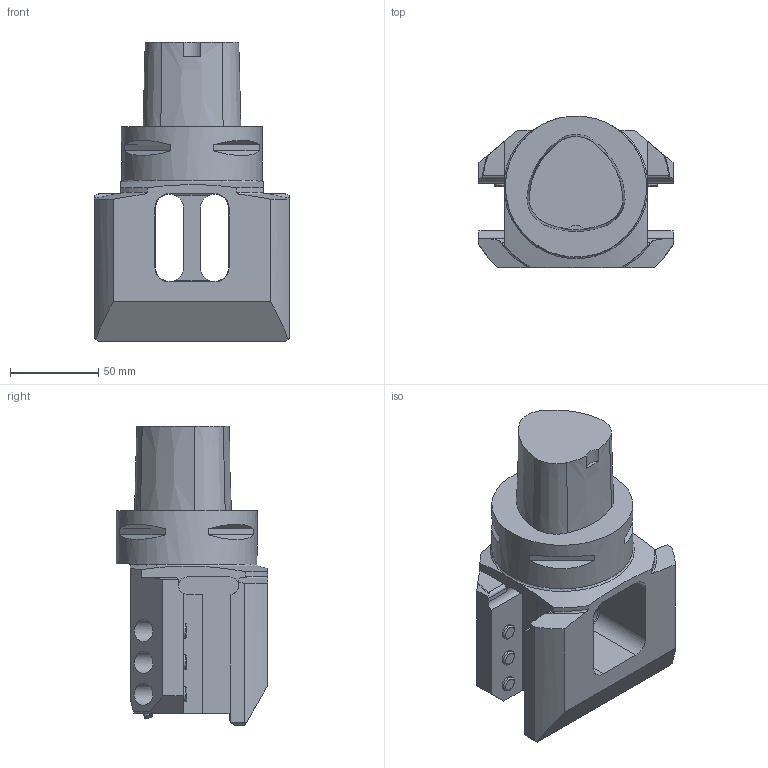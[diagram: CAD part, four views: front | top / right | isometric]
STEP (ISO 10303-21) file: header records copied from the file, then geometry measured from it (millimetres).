
FILE_DESCRIPTION(/* description */ (''),/* implementation_level */ '2;1');
FILE_NAME(/* name */ '1548326016345.stp',/* time_stamp */ '2019-01-24T16:03:55+06:00',/* author */ (''),/* organization */ ('SMS'),/* preprocessor_version */ 'ST-DEVELOPER v15',/* originating_system */ 'SIEMENS PLM Software NX 8.5',/* authorisation */ '');
FILE_SCHEMA (('AUTOMOTIVE_DESIGN { 1 0 10303 214 3 1 1 1 }'));
Length unit declared in the file: millimetre
Products named in the file (1): 112030697mod000_01
Bounding box: 110 x 85.95 x 170 mm (x, y, z)
Volume: 653736.2 mm3; surface area: 79248 mm2
Topology: 1 solids, 1 shells, 171 faces, 447 edges, 298 vertices
Faces by surface type: plane 88, cylinder 49, torus 19, cone 15
Full cylindrical faces by diameter (mm): 5 x2, 8.5 x6, 12.5 x6, 80 x1
Entity records: 5282 total; most frequent: CARTESIAN_POINT 1193, DIRECTION 835, ORIENTED_EDGE 812, EDGE_CURVE 406, AXIS2_PLACEMENT_3D 320, VERTEX_POINT 277, EDGE_LOOP 215, LINE 195
